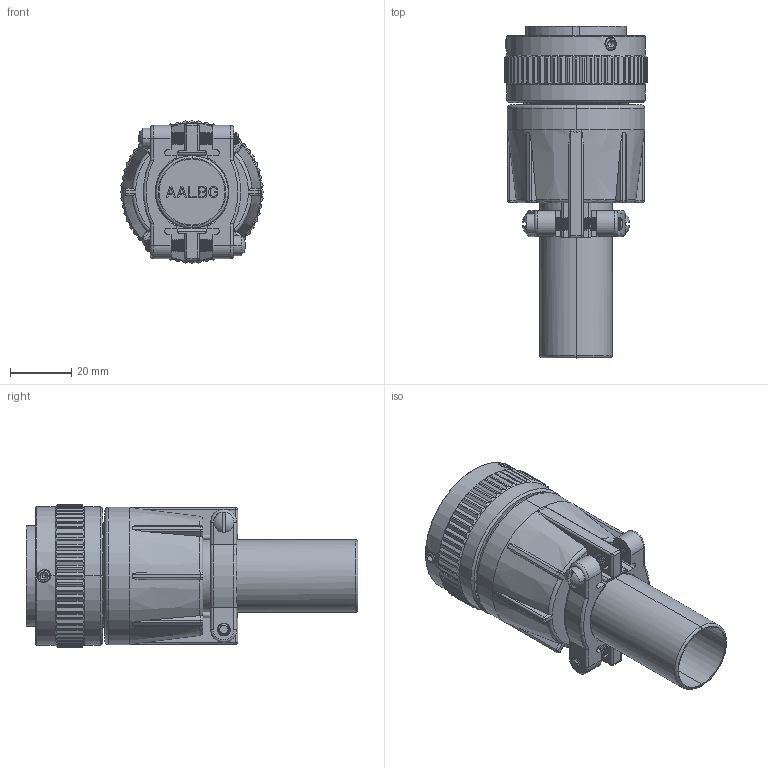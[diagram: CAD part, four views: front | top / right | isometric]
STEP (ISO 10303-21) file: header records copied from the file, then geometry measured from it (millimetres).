
FILE_DESCRIPTION((''),'2;1');
FILE_NAME('VG95234D-24_SW0001','2023-03-29T09:44:21',('paultorloting'),('NET AG system integration'),'CREO PARAMETRIC BY PTC INC, 2021404','CREO PARAMETRIC BY PTC INC, 2021404','');
FILE_SCHEMA(('AUTOMOTIVE_DESIGN { 1 0 10303 214 1 1 1 1 }'));
Products named in the file (1): VG95234D-24_SW0001
Bounding box: 46.46 x 108.07 x 46.46 mm (x, y, z)
Volume: 82818.9 mm3; surface area: 32116.4 mm2
Topology: 1 solids, 1 shells, 1060 faces, 2941 edges, 1892 vertices
Faces by surface type: plane 499, cylinder 352, cone 83, bspline 78, torus 32, sphere 16
Entity records: 88094 total; most frequent: CARTESIAN_POINT 57014, ORIENTED_EDGE 5870, DIRECTION 4526, EDGE_CURVE 2935, VERTEX_POINT 1892, AXIS2_PLACEMENT_3D 1530, VECTOR 1463, LINE 1463
